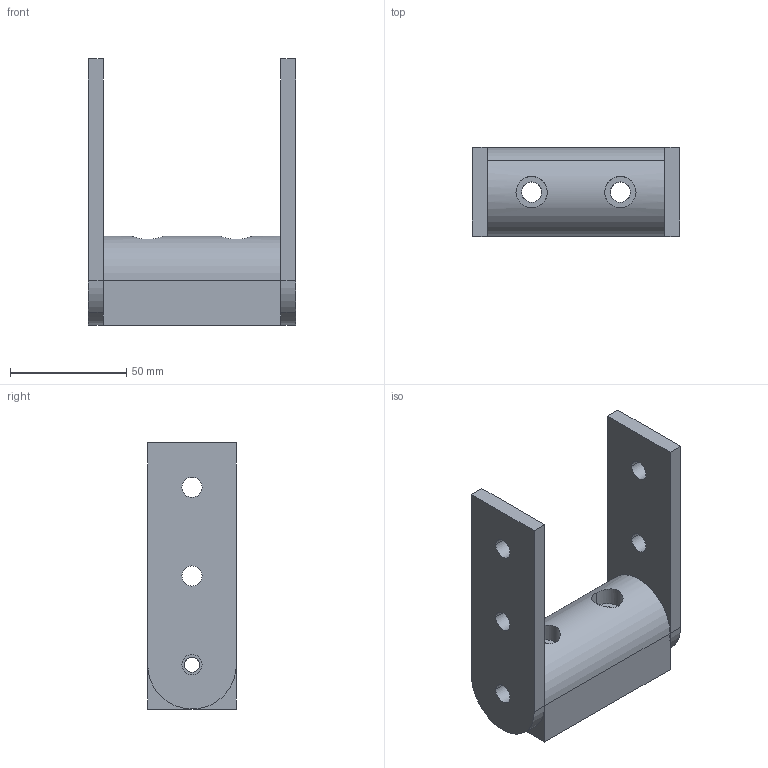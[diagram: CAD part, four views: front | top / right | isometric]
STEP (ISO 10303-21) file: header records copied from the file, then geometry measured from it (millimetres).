
FILE_DESCRIPTION((''),'2;1');
FILE_NAME('15HI8822.stp','2006-03-13T15:35:36',('Shawn Mantel'),('Faztek, LLC'),'Mechanical Desktop 2005','Mechanical Desktop 2005',', , ');
FILE_SCHEMA(('CONFIG_CONTROL_DESIGN'));
Length unit declared in the file: inch
Products named in the file (1): Product
Bounding box: 88.9 x 38.1 x 114.3 mm (x, y, z)
Volume: 142036.6 mm3; surface area: 36823.9 mm2
Topology: 3 solids, 3 shells, 49 faces, 127 edges, 86 vertices
Faces by surface type: cylinder 32, plane 17
Entity records: 1870 total; most frequent: CARTESIAN_POINT 503, DIRECTION 263, ORIENTED_EDGE 254, EDGE_CURVE 127, AXIS2_PLACEMENT_3D 102, VERTEX_POINT 86, EDGE_LOOP 73, VECTOR 59
